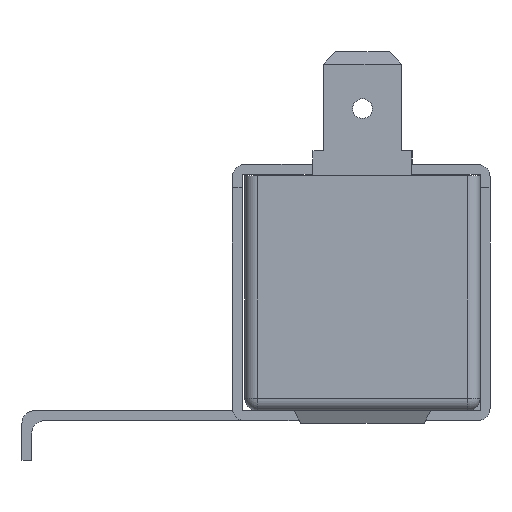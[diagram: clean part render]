
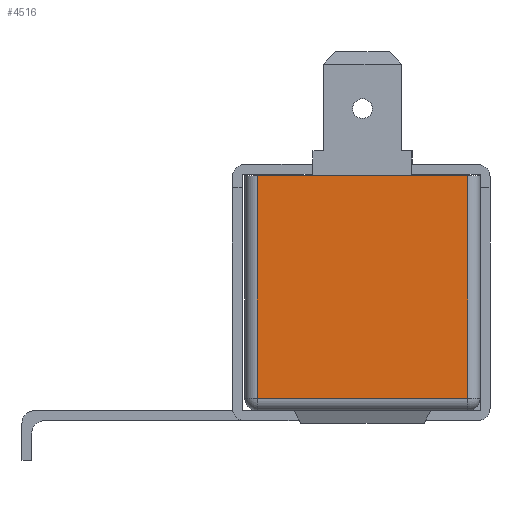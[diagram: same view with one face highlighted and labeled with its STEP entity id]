
A CAD part, left-side view. The second image highlights one B-rep face of the part: STEP entity #4516.
In plain terms, the highlighted planar face has unit normal (-1, 0, 0).
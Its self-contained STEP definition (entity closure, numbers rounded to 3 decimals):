
#49 = AXIS2_PLACEMENT_3D ( 'NONE', #1988, #4778, #2405 ) ;
#428 = VERTEX_POINT ( 'NONE', #3658 ) ;
#460 = VECTOR ( 'NONE', #897, 1000. ) ;
#490 = EDGE_CURVE ( 'NONE', #3140, #428, #2585, .T. ) ;
#818 = ORIENTED_EDGE ( 'NONE', *, *, #4267, .T. ) ;
#841 = VECTOR ( 'NONE', #4584, 1000. ) ;
#897 = DIRECTION ( 'NONE',  ( 0., 0., 1. ) ) ;
#960 = LINE ( 'NONE', #4185, #841 ) ;
#989 = EDGE_LOOP ( 'NONE', ( #3874, #818, #2951, #5047 ) ) ;
#1338 = VECTOR ( 'NONE', #2589, 1000. ) ;
#1466 = LINE ( 'NONE', #4553, #1338 ) ;
#1932 = CARTESIAN_POINT ( 'NONE',  ( -18.803, 39.113, 64.547 ) ) ;
#1976 = CARTESIAN_POINT ( 'NONE',  ( -18.803, 39.113, 82.547 ) ) ;
#1988 = CARTESIAN_POINT ( 'NONE',  ( -18.803, 38.113, 82.547 ) ) ;
#2153 = VERTEX_POINT ( 'NONE', #2600 ) ;
#2405 = DIRECTION ( 'NONE',  ( 0., 1., 0. ) ) ;
#2585 = LINE ( 'NONE', #1976, #460 ) ;
#2589 = DIRECTION ( 'NONE',  ( 0., 0., -1. ) ) ;
#2600 = CARTESIAN_POINT ( 'NONE',  ( -18.803, 56.113, 64.547 ) ) ;
#2910 = CARTESIAN_POINT ( 'NONE',  ( -18.803, 56.113, 82.547 ) ) ;
#2912 = FACE_OUTER_BOUND ( 'NONE', #989, .T. ) ;
#2951 = ORIENTED_EDGE ( 'NONE', *, *, #490, .T. ) ;
#2999 = CARTESIAN_POINT ( 'NONE',  ( -18.803, 38.113, 82.547 ) ) ;
#3100 = LINE ( 'NONE', #2999, #5070 ) ;
#3140 = VERTEX_POINT ( 'NONE', #1932 ) ;
#3403 = DIRECTION ( 'NONE',  ( 0., -1., 0. ) ) ;
#3658 = CARTESIAN_POINT ( 'NONE',  ( -18.803, 39.113, 82.547 ) ) ;
#3874 = ORIENTED_EDGE ( 'NONE', *, *, #5149, .T. ) ;
#4185 = CARTESIAN_POINT ( 'NONE',  ( -18.803, 38.113, 64.547 ) ) ;
#4247 = EDGE_CURVE ( 'NONE', #4656, #428, #3100, .T. ) ;
#4267 = EDGE_CURVE ( 'NONE', #2153, #3140, #960, .T. ) ;
#4364 = PLANE ( 'NONE',  #49 ) ;
#4516 = ADVANCED_FACE ( 'NONE', ( #2912 ), #4364, .F. ) ;
#4553 = CARTESIAN_POINT ( 'NONE',  ( -18.803, 56.113, 82.547 ) ) ;
#4584 = DIRECTION ( 'NONE',  ( 0., -1., 0. ) ) ;
#4656 = VERTEX_POINT ( 'NONE', #2910 ) ;
#4778 = DIRECTION ( 'NONE',  ( 1., 0., 0. ) ) ;
#5047 = ORIENTED_EDGE ( 'NONE', *, *, #4247, .F. ) ;
#5070 = VECTOR ( 'NONE', #3403, 1000. ) ;
#5149 = EDGE_CURVE ( 'NONE', #4656, #2153, #1466, .T. ) ;
